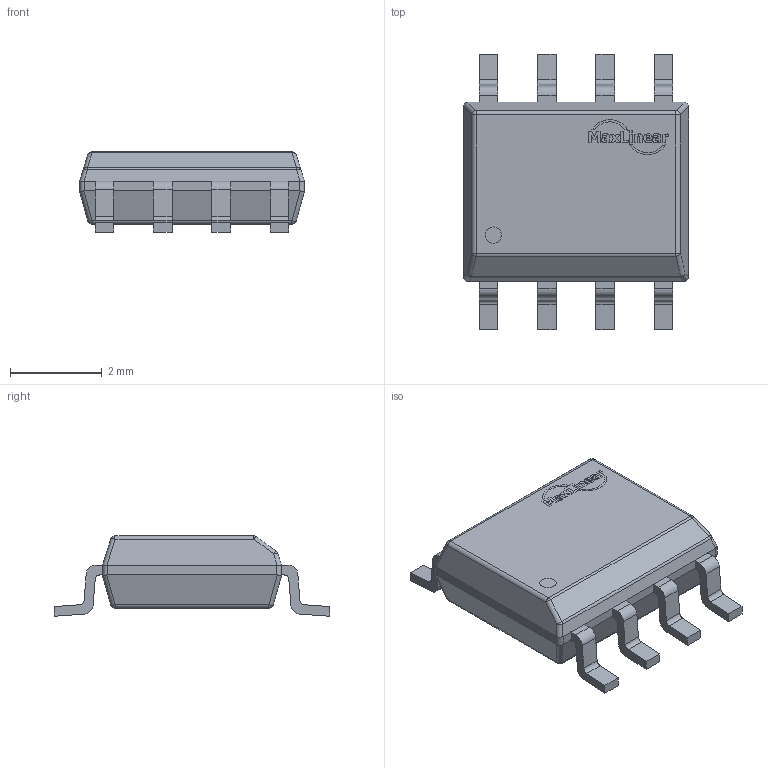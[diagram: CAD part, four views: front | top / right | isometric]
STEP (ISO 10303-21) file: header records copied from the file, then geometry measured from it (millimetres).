
FILE_DESCRIPTION(/* description */ (''),/* implementation_level */ '2;1');
FILE_NAME(/* name */ '1.stp',/* time_stamp */ '2020-05-26T07:44:10+02:00',/* author */ ('k'),/* organization */ (''),/* preprocessor_version */ 'ST-DEVELOPER v15.6',/* originating_system */ 'Autodesk Inventor 2015',/* authorisation */ '');
FILE_SCHEMA (('AUTOMOTIVE_DESIGN { 1 0 10303 214 3 1 1 }'));
Length unit declared in the file: millimetre
Products named in the file (4): 1; 2; Maxlinear logo
Bounding box: 4.9 x 6 x 1.75 mm (x, y, z)
Volume: 28.8 mm3; surface area: 80 mm2
Topology: 22 solids, 22 shells, 315 faces, 783 edges, 512 vertices
Faces by surface type: plane 198, cylinder 60, bspline 47, sphere 10
Full cylindrical faces by diameter (mm): 0.353 x1
Entity records: 9615 total; most frequent: CARTESIAN_POINT 2227, ORIENTED_EDGE 1564, DIRECTION 1366, EDGE_CURVE 782, LINE 560, VECTOR 560, VERTEX_POINT 512, AXIS2_PLACEMENT_3D 403
